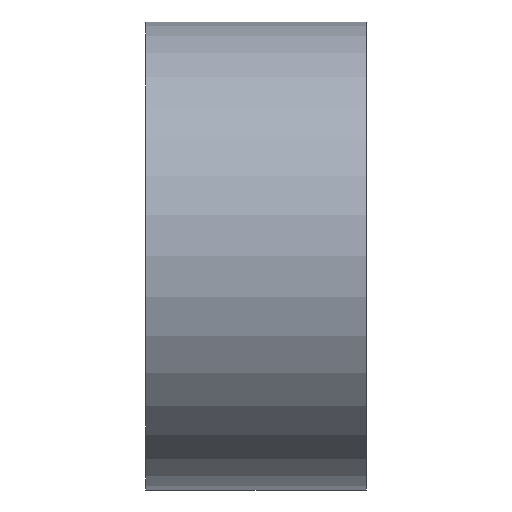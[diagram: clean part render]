
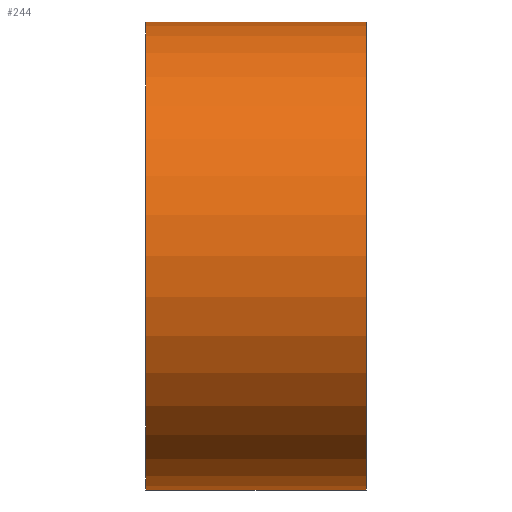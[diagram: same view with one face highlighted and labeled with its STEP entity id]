
A CAD part, front view. The second image highlights one B-rep face of the part: STEP entity #244.
In plain terms, the highlighted cylindrical face has radius 21.59 mm (diameter 43.18 mm), a partial arc.
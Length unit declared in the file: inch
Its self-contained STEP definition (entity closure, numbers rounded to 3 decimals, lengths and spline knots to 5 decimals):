
#12 = EDGE_CURVE ( 'NONE', #360, #29, #322, .T. ) ;
#21 = VERTEX_POINT ( 'NONE', #59 ) ;
#22 = ORIENTED_EDGE ( 'NONE', *, *, #58, .F. ) ;
#25 = CARTESIAN_POINT ( 'NONE',  ( -0.5672, 0., 0.85 ) ) ;
#26 = VECTOR ( 'NONE', #368, 39.37008 ) ;
#29 = VERTEX_POINT ( 'NONE', #214 ) ;
#36 = EDGE_LOOP ( 'NONE', ( #179, #73, #187, #22 ) ) ;
#57 = CIRCLE ( 'NONE', #184, 0.85 ) ;
#58 = EDGE_CURVE ( 'NONE', #115, #29, #57, .T. ) ;
#59 = CARTESIAN_POINT ( 'NONE',  ( 2.25, 0., -0.85 ) ) ;
#73 = ORIENTED_EDGE ( 'NONE', *, *, #185, .T. ) ;
#92 = VECTOR ( 'NONE', #282, 39.37008 ) ;
#115 = VERTEX_POINT ( 'NONE', #414 ) ;
#119 = AXIS2_PLACEMENT_3D ( 'NONE', #233, #268, #133 ) ;
#133 = DIRECTION ( 'NONE',  ( 0., 0., 1. ) ) ;
#134 = DIRECTION ( 'NONE',  ( 0., 0., 1. ) ) ;
#154 = DIRECTION ( 'NONE',  ( -1., 0., 0. ) ) ;
#158 = CARTESIAN_POINT ( 'NONE',  ( -0.5672, 0., -0.85 ) ) ;
#179 = ORIENTED_EDGE ( 'NONE', *, *, #201, .F. ) ;
#184 = AXIS2_PLACEMENT_3D ( 'NONE', #351, #154, #222 ) ;
#185 = EDGE_CURVE ( 'NONE', #21, #360, #297, .T. ) ;
#187 = ORIENTED_EDGE ( 'NONE', *, *, #12, .T. ) ;
#200 = DIRECTION ( 'NONE',  ( -1., 0., 0. ) ) ;
#201 = EDGE_CURVE ( 'NONE', #21, #115, #318, .T. ) ;
#214 = CARTESIAN_POINT ( 'NONE',  ( 1.45, 0., 0.85 ) ) ;
#222 = DIRECTION ( 'NONE',  ( 0., 0., 1. ) ) ;
#233 = CARTESIAN_POINT ( 'NONE',  ( 2.25, 0., 0. ) ) ;
#244 = ADVANCED_FACE ( 'NONE', ( #408 ), #327, .T. ) ;
#268 = DIRECTION ( 'NONE',  ( -1., 0., 0. ) ) ;
#282 = DIRECTION ( 'NONE',  ( -1., 0., 0. ) ) ;
#297 = CIRCLE ( 'NONE', #119, 0.85 ) ;
#318 = LINE ( 'NONE', #158, #26 ) ;
#319 = AXIS2_PLACEMENT_3D ( 'NONE', #332, #200, #134 ) ;
#322 = LINE ( 'NONE', #25, #92 ) ;
#327 = CYLINDRICAL_SURFACE ( 'NONE', #319, 0.85 ) ;
#332 = CARTESIAN_POINT ( 'NONE',  ( -0.5672, 0., 0. ) ) ;
#351 = CARTESIAN_POINT ( 'NONE',  ( 1.45, 0., 0. ) ) ;
#360 = VERTEX_POINT ( 'NONE', #395 ) ;
#368 = DIRECTION ( 'NONE',  ( -1., 0., 0. ) ) ;
#395 = CARTESIAN_POINT ( 'NONE',  ( 2.25, 0., 0.85 ) ) ;
#408 = FACE_OUTER_BOUND ( 'NONE', #36, .T. ) ;
#414 = CARTESIAN_POINT ( 'NONE',  ( 1.45, 0., -0.85 ) ) ;
